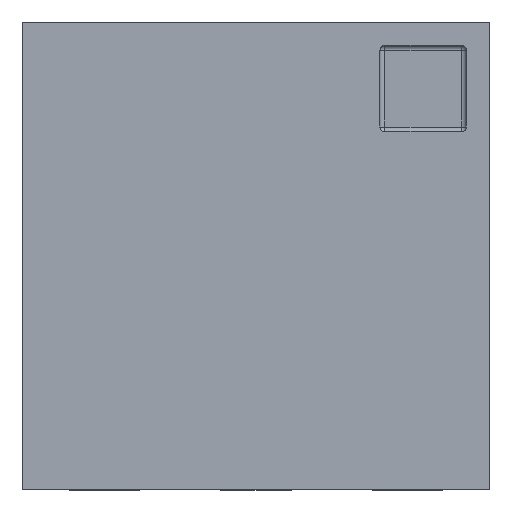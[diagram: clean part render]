
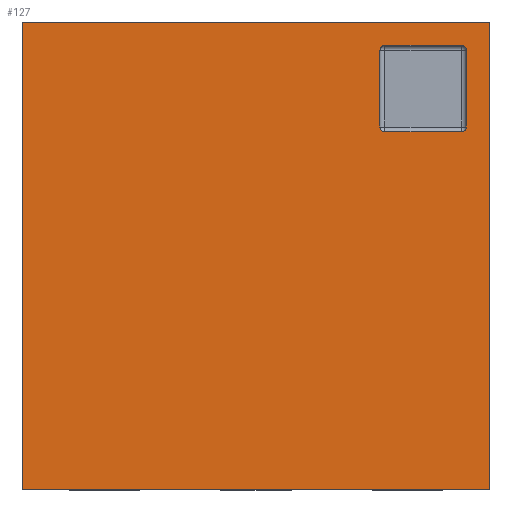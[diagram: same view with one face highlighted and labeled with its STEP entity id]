
A CAD part, top view. The second image highlights one B-rep face of the part: STEP entity #127.
In plain terms, the highlighted planar face has unit normal (0, 0, 1).
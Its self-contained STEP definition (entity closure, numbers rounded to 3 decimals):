
#12 = VERTEX_POINT ( 'NONE', #900 ) ;
#41 = EDGE_LOOP ( 'NONE', ( #197, #667, #219, #202, #685, #233, #252, #266 ) ) ;
#67 = EDGE_LOOP ( 'NONE', ( #772, #802, #757, #783 ) ) ;
#75 = VERTEX_POINT ( 'NONE', #1258 ) ;
#127 = ADVANCED_FACE ( 'NONE', ( #1651, #1652 ), #1669, .F. ) ;
#141 = EDGE_CURVE ( 'NONE', #1681, #1019, #1794, .T. ) ;
#197 = ORIENTED_EDGE ( 'NONE', *, *, #555, .F. ) ;
#202 = ORIENTED_EDGE ( 'NONE', *, *, #639, .F. ) ;
#215 = VERTEX_POINT ( 'NONE', #390 ) ;
#219 = ORIENTED_EDGE ( 'NONE', *, *, #677, .F. ) ;
#223 = VERTEX_POINT ( 'NONE', #409 ) ;
#227 = EDGE_CURVE ( 'NONE', #608, #318, #421, .T. ) ;
#233 = ORIENTED_EDGE ( 'NONE', *, *, #260, .F. ) ;
#239 = EDGE_CURVE ( 'NONE', #623, #553, #1040, .T. ) ;
#252 = ORIENTED_EDGE ( 'NONE', *, *, #239, .F. ) ;
#260 = EDGE_CURVE ( 'NONE', #553, #608, #1241, .T. ) ;
#266 = ORIENTED_EDGE ( 'NONE', *, *, #738, .F. ) ;
#318 = VERTEX_POINT ( 'NONE', #1392 ) ;
#390 = CARTESIAN_POINT ( 'NONE',  ( 1.531, 1.551, 1. ) ) ;
#409 = CARTESIAN_POINT ( 'NONE',  ( 1.88, 1.531, 1. ) ) ;
#421 = LINE ( 'NONE', #422, #423 ) ;
#422 = CARTESIAN_POINT ( 'NONE',  ( 1.88, 1.9, 1. ) ) ;
#423 = VECTOR ( 'NONE', #424, 1000. ) ;
#424 = DIRECTION ( 'NONE',  ( -1., 0., 0. ) ) ;
#454 = VERTEX_POINT ( 'NONE', #1488 ) ;
#464 = CARTESIAN_POINT ( 'NONE',  ( 0., 2., 1. ) ) ;
#553 = VERTEX_POINT ( 'NONE', #1742 ) ;
#555 = EDGE_CURVE ( 'NONE', #75, #223, #1743, .T. ) ;
#568 = EDGE_CURVE ( 'NONE', #215, #75, #1778, .T. ) ;
#608 = VERTEX_POINT ( 'NONE', #1935 ) ;
#623 = VERTEX_POINT ( 'NONE', #1971 ) ;
#639 = EDGE_CURVE ( 'NONE', #318, #454, #2050, .T. ) ;
#667 = ORIENTED_EDGE ( 'NONE', *, *, #568, .F. ) ;
#677 = EDGE_CURVE ( 'NONE', #454, #215, #872, .T. ) ;
#685 = ORIENTED_EDGE ( 'NONE', *, *, #227, .F. ) ;
#738 = EDGE_CURVE ( 'NONE', #223, #623, #1105, .T. ) ;
#757 = ORIENTED_EDGE ( 'NONE', *, *, #839, .T. ) ;
#760 = EDGE_CURVE ( 'NONE', #12, #1681, #1305, .T. ) ;
#772 = ORIENTED_EDGE ( 'NONE', *, *, #141, .T. ) ;
#783 = ORIENTED_EDGE ( 'NONE', *, *, #760, .T. ) ;
#802 = ORIENTED_EDGE ( 'NONE', *, *, #1911, .T. ) ;
#839 = EDGE_CURVE ( 'NONE', #1145, #12, #1866, .T. ) ;
#872 = LINE ( 'NONE', #873, #874 ) ;
#873 = CARTESIAN_POINT ( 'NONE',  ( 1.531, 1.551, 1. ) ) ;
#874 = VECTOR ( 'NONE', #878, 1000. ) ;
#878 = DIRECTION ( 'NONE',  ( 0., -1., 0. ) ) ;
#900 = CARTESIAN_POINT ( 'NONE',  ( 2., 2., 1. ) ) ;
#1019 = VERTEX_POINT ( 'NONE', #2142 ) ;
#1040 = LINE ( 'NONE', #1041, #1042 ) ;
#1041 = CARTESIAN_POINT ( 'NONE',  ( 1.9, 1.551, 1. ) ) ;
#1042 = VECTOR ( 'NONE', #1043, 1000. ) ;
#1043 = DIRECTION ( 'NONE',  ( 0., 1., 0. ) ) ;
#1105 = CIRCLE ( 'NONE', #1106, 0.02 ) ;
#1106 = AXIS2_PLACEMENT_3D ( 'NONE', #1109, #1110, #1111 ) ;
#1109 = CARTESIAN_POINT ( 'NONE',  ( 1.88, 1.551, 1. ) ) ;
#1110 = DIRECTION ( 'NONE',  ( 0., 0., 1. ) ) ;
#1111 = DIRECTION ( 'NONE',  ( 1., 0., 0. ) ) ;
#1145 = VERTEX_POINT ( 'NONE', #2209 ) ;
#1158 = LINE ( 'NONE', #1159, #1160 ) ;
#1159 = CARTESIAN_POINT ( 'NONE',  ( 0., 0., 1. ) ) ;
#1160 = VECTOR ( 'NONE', #1161, 1000. ) ;
#1161 = DIRECTION ( 'NONE',  ( 1., 0., 0. ) ) ;
#1241 = CIRCLE ( 'NONE', #1242, 0.02 ) ;
#1242 = AXIS2_PLACEMENT_3D ( 'NONE', #1243, #1244, #1245 ) ;
#1243 = CARTESIAN_POINT ( 'NONE',  ( 1.88, 1.88, 1. ) ) ;
#1244 = DIRECTION ( 'NONE',  ( 0., 0., 1. ) ) ;
#1245 = DIRECTION ( 'NONE',  ( 1., 0., 0. ) ) ;
#1258 = CARTESIAN_POINT ( 'NONE',  ( 1.551, 1.531, 1. ) ) ;
#1305 = LINE ( 'NONE', #1306, #1309 ) ;
#1306 = CARTESIAN_POINT ( 'NONE',  ( 0., 2., 1. ) ) ;
#1309 = VECTOR ( 'NONE', #1310, 1000. ) ;
#1310 = DIRECTION ( 'NONE',  ( -1., 0., 0. ) ) ;
#1392 = CARTESIAN_POINT ( 'NONE',  ( 1.551, 1.9, 1. ) ) ;
#1488 = CARTESIAN_POINT ( 'NONE',  ( 1.531, 1.88, 1. ) ) ;
#1651 = FACE_BOUND ( 'NONE', #41, .T. ) ;
#1652 = FACE_OUTER_BOUND ( 'NONE', #67, .T. ) ;
#1669 = PLANE ( 'NONE',  #1670 ) ;
#1670 = AXIS2_PLACEMENT_3D ( 'NONE', #1671, #1672, #1673 ) ;
#1671 = CARTESIAN_POINT ( 'NONE',  ( 0., 2., 1. ) ) ;
#1672 = DIRECTION ( 'NONE',  ( 0., 0., -1. ) ) ;
#1673 = DIRECTION ( 'NONE',  ( -1., 0., 0. ) ) ;
#1681 = VERTEX_POINT ( 'NONE', #464 ) ;
#1742 = CARTESIAN_POINT ( 'NONE',  ( 1.9, 1.88, 1. ) ) ;
#1743 = LINE ( 'NONE', #1744, #1745 ) ;
#1744 = CARTESIAN_POINT ( 'NONE',  ( 1.88, 1.531, 1. ) ) ;
#1745 = VECTOR ( 'NONE', #1746, 1000. ) ;
#1746 = DIRECTION ( 'NONE',  ( 1., 0., 0. ) ) ;
#1778 = CIRCLE ( 'NONE', #1779, 0.02 ) ;
#1779 = AXIS2_PLACEMENT_3D ( 'NONE', #1780, #1781, #1782 ) ;
#1780 = CARTESIAN_POINT ( 'NONE',  ( 1.551, 1.551, 1. ) ) ;
#1781 = DIRECTION ( 'NONE',  ( 0., 0., 1. ) ) ;
#1782 = DIRECTION ( 'NONE',  ( -1., 0., 0. ) ) ;
#1794 = LINE ( 'NONE', #1795, #1796 ) ;
#1795 = CARTESIAN_POINT ( 'NONE',  ( 0., 0., 1. ) ) ;
#1796 = VECTOR ( 'NONE', #1797, 1000. ) ;
#1797 = DIRECTION ( 'NONE',  ( 0., -1., 0. ) ) ;
#1866 = LINE ( 'NONE', #1867, #1868 ) ;
#1867 = CARTESIAN_POINT ( 'NONE',  ( 2., 0., 1. ) ) ;
#1868 = VECTOR ( 'NONE', #1869, 1000. ) ;
#1869 = DIRECTION ( 'NONE',  ( 0., 1., 0. ) ) ;
#1911 = EDGE_CURVE ( 'NONE', #1019, #1145, #1158, .T. ) ;
#1935 = CARTESIAN_POINT ( 'NONE',  ( 1.88, 1.9, 1. ) ) ;
#1971 = CARTESIAN_POINT ( 'NONE',  ( 1.9, 1.551, 1. ) ) ;
#2050 = CIRCLE ( 'NONE', #2051, 0.02 ) ;
#2051 = AXIS2_PLACEMENT_3D ( 'NONE', #2052, #2053, #2056 ) ;
#2052 = CARTESIAN_POINT ( 'NONE',  ( 1.551, 1.88, 1. ) ) ;
#2053 = DIRECTION ( 'NONE',  ( 0., 0., 1. ) ) ;
#2056 = DIRECTION ( 'NONE',  ( 1., 0., 0. ) ) ;
#2142 = CARTESIAN_POINT ( 'NONE',  ( 0., 0., 1. ) ) ;
#2209 = CARTESIAN_POINT ( 'NONE',  ( 2., 0., 1. ) ) ;
